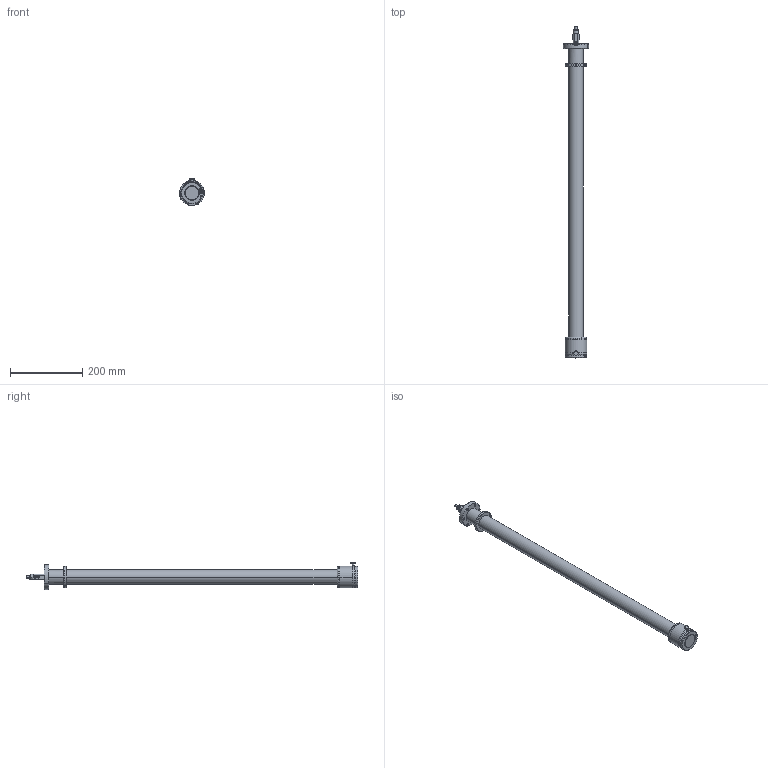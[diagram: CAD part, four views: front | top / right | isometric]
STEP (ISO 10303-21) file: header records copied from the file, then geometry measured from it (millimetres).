
FILE_DESCRIPTION(('CATIA V5 STEP Exchange','CAx-IF Rec.Pracs.--- Model Styling and Organization---1.2---2011-12-15'),'2;1');
FILE_NAME('RMD40-0750-0050.stp','2020-02-24T14:10:41+00:00',('none'),('none'),'CATIA Version 5 Release 21 SP 6 (IN-10)','CATIA V5 STEP AP214','none');
FILE_SCHEMA(('AUTOMOTIVE_DESIGN { 1 0 10303 214 1 1 1 1 }'));
Length unit declared in the file: millimetre
Products named in the file (1): RMD40-0750-0050
Bounding box: 69.49 x 919.86 x 75.24 mm (x, y, z)
Volume: 317653 mm3; surface area: 361774.2 mm2
Topology: 2 solids, 19 shells, 1001 faces, 2499 edges, 1557 vertices
Faces by surface type: plane 390, cylinder 382, cone 129, torus 66, sphere 34
Entity records: 29282 total; most frequent: CARTESIAN_POINT 7043, ORIENTED_EDGE 4982, DIRECTION 3331, EDGE_CURVE 2491, AXIS2_PLACEMENT_3D 1710, VERTEX_POINT 1557, EDGE_LOOP 1160, CIRCLE 1140
